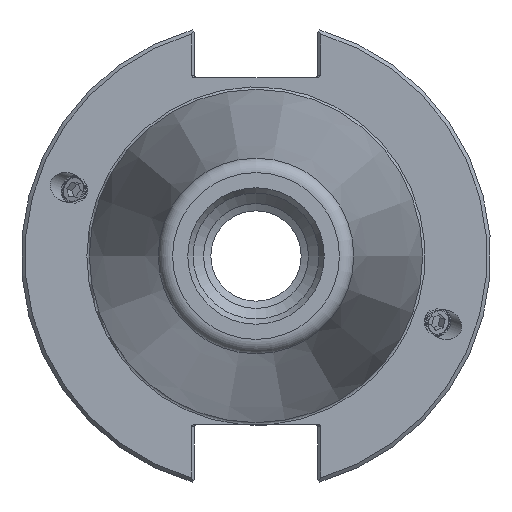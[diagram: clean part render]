
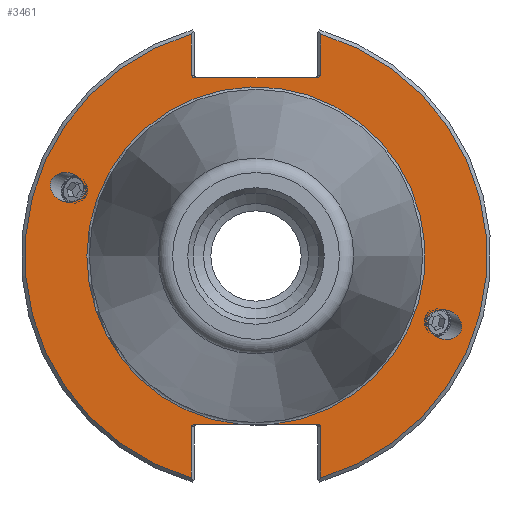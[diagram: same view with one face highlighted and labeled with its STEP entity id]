
A CAD part, left-side view. The second image highlights one B-rep face of the part: STEP entity #3461.
In plain terms, the highlighted planar face has unit normal (-1, 0, 0).
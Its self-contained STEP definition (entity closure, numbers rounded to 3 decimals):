
#693=CARTESIAN_POINT('',(3.175,-35.971,-13.092));
#694=VERTEX_POINT('',#693);
#695=CARTESIAN_POINT('',(3.175,-39.467,-14.365));
#696=DIRECTION('',(1.0,0.0,0.0));
#697=DIRECTION('',(0.0,-0.94,-0.342));
#698=AXIS2_PLACEMENT_3D('',#695,#696,#697);
#699=ELLIPSE('',#698,3.721,3.048);
#700=EDGE_CURVE('',#694,#694,#699,.T.);
#773=CARTESIAN_POINT('',(3.175,35.971,13.092));
#774=VERTEX_POINT('',#773);
#775=CARTESIAN_POINT('',(3.175,39.467,14.365));
#776=DIRECTION('',(1.0,0.0,0.0));
#777=DIRECTION('',(0.0,0.94,0.342));
#778=AXIS2_PLACEMENT_3D('',#775,#776,#777);
#779=ELLIPSE('',#778,3.721,3.048);
#780=EDGE_CURVE('',#774,#774,#779,.T.);
#2810=CARTESIAN_POINT('',(3.175,-12.807,37.389));
#2811=VERTEX_POINT('',#2810);
#2818=CARTESIAN_POINT('',(3.175,-13.525,37.897));
#2819=VERTEX_POINT('',#2818);
#2820=CARTESIAN_POINT('',(3.175,-12.807,37.897));
#2821=DIRECTION('',(-1.0,0.0,0.0));
#2822=DIRECTION('',(0.0,-1.0,0.0));
#2823=AXIS2_PLACEMENT_3D('',#2820,#2821,#2822);
#2824=ELLIPSE('',#2823,0.718,0.508);
#2825=EDGE_CURVE('',#2811,#2819,#2824,.T.);
#2875=CARTESIAN_POINT('',(3.175,-13.525,46.524));
#2876=VERTEX_POINT('',#2875);
#2877=CARTESIAN_POINT('',(3.175,-13.525,37.897));
#2878=DIRECTION('',(0.0,0.0,1.0));
#2879=VECTOR('',#2878,8.628);
#2880=LINE('',#2877,#2879);
#2881=EDGE_CURVE('',#2819,#2876,#2880,.T.);
#2964=CARTESIAN_POINT('',(3.175,12.807,-35.255));
#2965=VERTEX_POINT('',#2964);
#2972=CARTESIAN_POINT('',(3.175,13.526,-35.763));
#2973=VERTEX_POINT('',#2972);
#2974=CARTESIAN_POINT('',(3.175,12.807,-35.763));
#2975=DIRECTION('',(-1.0,0.0,0.0));
#2976=DIRECTION('',(0.0,1.0,0.0));
#2977=AXIS2_PLACEMENT_3D('',#2974,#2975,#2976);
#2978=ELLIPSE('',#2977,0.718,0.508);
#2979=EDGE_CURVE('',#2965,#2973,#2978,.T.);
#3029=CARTESIAN_POINT('',(3.175,13.526,-46.524));
#3030=VERTEX_POINT('',#3029);
#3031=CARTESIAN_POINT('',(3.175,13.526,-35.763));
#3032=DIRECTION('',(0.0,0.0,-1.0));
#3033=VECTOR('',#3032,10.761);
#3034=LINE('',#3031,#3033);
#3035=EDGE_CURVE('',#2973,#3030,#3034,.T.);
#3060=CARTESIAN_POINT('',(3.175,-13.525,-35.763));
#3061=VERTEX_POINT('',#3060);
#3062=CARTESIAN_POINT('',(3.175,-12.807,-35.255));
#3063=VERTEX_POINT('',#3062);
#3064=CARTESIAN_POINT('',(3.175,-12.807,-35.763));
#3065=DIRECTION('',(-1.0,0.0,0.0));
#3066=DIRECTION('',(0.0,-1.0,0.0));
#3067=AXIS2_PLACEMENT_3D('',#3064,#3065,#3066);
#3068=ELLIPSE('',#3067,0.718,0.508);
#3069=EDGE_CURVE('',#3061,#3063,#3068,.T.);
#3167=CARTESIAN_POINT('',(3.175,-13.525,-46.524));
#3168=VERTEX_POINT('',#3167);
#3175=CARTESIAN_POINT('',(3.175,-13.525,-46.524));
#3176=DIRECTION('',(0.0,0.0,1.0));
#3177=VECTOR('',#3176,10.761);
#3178=LINE('',#3175,#3177);
#3179=EDGE_CURVE('',#3168,#3061,#3178,.T.);
#3221=CARTESIAN_POINT('',(3.175,13.526,37.897));
#3222=VERTEX_POINT('',#3221);
#3229=CARTESIAN_POINT('',(3.175,12.807,37.389));
#3230=VERTEX_POINT('',#3229);
#3231=CARTESIAN_POINT('',(3.175,12.807,37.897));
#3232=DIRECTION('',(-1.0,0.0,0.0));
#3233=DIRECTION('',(0.0,1.0,0.0));
#3234=AXIS2_PLACEMENT_3D('',#3231,#3232,#3233);
#3235=ELLIPSE('',#3234,0.718,0.508);
#3236=EDGE_CURVE('',#3222,#3230,#3235,.T.);
#3321=CARTESIAN_POINT('',(3.175,13.526,46.524));
#3322=VERTEX_POINT('',#3321);
#3329=CARTESIAN_POINT('',(3.175,13.526,46.524));
#3330=DIRECTION('',(0.0,0.0,-1.0));
#3331=VECTOR('',#3330,8.628);
#3332=LINE('',#3329,#3331);
#3333=EDGE_CURVE('',#3322,#3222,#3332,.T.);
#3368=CARTESIAN_POINT('',(3.175,-3.545,-35.255));
#3369=VERTEX_POINT('',#3368);
#3370=CARTESIAN_POINT('',(3.175,3.545,-35.255));
#3371=VERTEX_POINT('',#3370);
#3386=CARTESIAN_POINT('',(3.175,0.0,0.0));
#3387=DIRECTION('',(-1.0,0.0,0.0));
#3388=DIRECTION('',(0.0,-1.0,0.0));
#3389=AXIS2_PLACEMENT_3D('',#3386,#3387,#3388);
#3390=CIRCLE('',#3389,35.433);
#3391=EDGE_CURVE('',#3369,#3371,#3390,.T.);
#3407=CARTESIAN_POINT('',(3.175,42.069,0.0));
#3408=DIRECTION('',(-1.0,0.0,0.0));
#3409=DIRECTION('',(0.0,0.0,1.0));
#3410=AXIS2_PLACEMENT_3D('',#3407,#3408,#3409);
#3411=PLANE('',#3410);
#3412=ORIENTED_EDGE('',*,*,#3391,.F.);
#3413=CARTESIAN_POINT('',(3.175,-12.807,-35.255));
#3414=DIRECTION('',(0.0,1.0,0.0));
#3415=VECTOR('',#3414,9.262);
#3416=LINE('',#3413,#3415);
#3417=EDGE_CURVE('',#3063,#3369,#3416,.T.);
#3418=ORIENTED_EDGE('',*,*,#3417,.F.);
#3419=ORIENTED_EDGE('',*,*,#3069,.F.);
#3420=ORIENTED_EDGE('',*,*,#3179,.F.);
#3421=CARTESIAN_POINT('',(3.175,0.0,0.0));
#3422=DIRECTION('',(1.0,0.0,0.0));
#3423=DIRECTION('',(0.0,-1.0,0.0));
#3424=AXIS2_PLACEMENT_3D('',#3421,#3422,#3423);
#3425=CIRCLE('',#3424,48.45);
#3426=EDGE_CURVE('',#2876,#3168,#3425,.T.);
#3427=ORIENTED_EDGE('',*,*,#3426,.F.);
#3428=ORIENTED_EDGE('',*,*,#2881,.F.);
#3429=ORIENTED_EDGE('',*,*,#2825,.F.);
#3430=CARTESIAN_POINT('',(3.175,12.807,37.389));
#3431=DIRECTION('',(0.0,-1.0,0.0));
#3432=VECTOR('',#3431,25.614);
#3433=LINE('',#3430,#3432);
#3434=EDGE_CURVE('',#3230,#2811,#3433,.T.);
#3435=ORIENTED_EDGE('',*,*,#3434,.F.);
#3436=ORIENTED_EDGE('',*,*,#3236,.F.);
#3437=ORIENTED_EDGE('',*,*,#3333,.F.);
#3438=CARTESIAN_POINT('',(3.175,0.0,0.0));
#3439=DIRECTION('',(1.0,0.0,0.0));
#3440=DIRECTION('',(0.0,1.0,0.0));
#3441=AXIS2_PLACEMENT_3D('',#3438,#3439,#3440);
#3442=CIRCLE('',#3441,48.45);
#3443=EDGE_CURVE('',#3030,#3322,#3442,.T.);
#3444=ORIENTED_EDGE('',*,*,#3443,.F.);
#3445=ORIENTED_EDGE('',*,*,#3035,.F.);
#3446=ORIENTED_EDGE('',*,*,#2979,.F.);
#3447=CARTESIAN_POINT('',(3.175,3.545,-35.255));
#3448=DIRECTION('',(0.0,1.0,0.0));
#3449=VECTOR('',#3448,9.262);
#3450=LINE('',#3447,#3449);
#3451=EDGE_CURVE('',#3371,#2965,#3450,.T.);
#3452=ORIENTED_EDGE('',*,*,#3451,.F.);
#3453=EDGE_LOOP('',(#3412,#3418,#3419,#3420,#3427,#3428,#3429,#3435,#3436,#3437,#3444,#3445,#3446,#3452));
#3454=FACE_OUTER_BOUND('',#3453,.T.);
#3455=ORIENTED_EDGE('',*,*,#700,.T.);
#3456=EDGE_LOOP('',(#3455));
#3457=FACE_BOUND('',#3456,.T.);
#3458=ORIENTED_EDGE('',*,*,#780,.T.);
#3459=EDGE_LOOP('',(#3458));
#3460=FACE_BOUND('',#3459,.T.);
#3461=ADVANCED_FACE('',(#3454,#3457,#3460),#3411,.T.);
